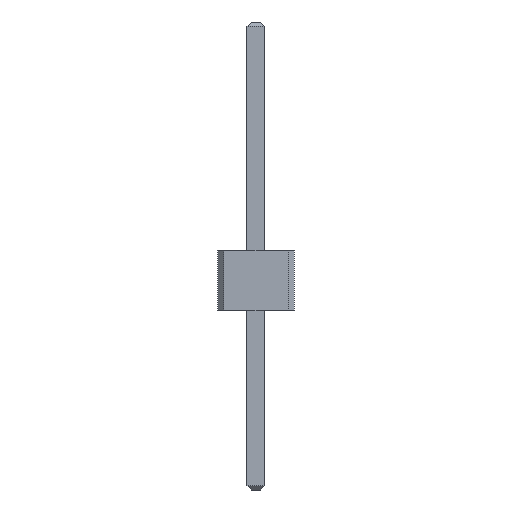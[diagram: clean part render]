
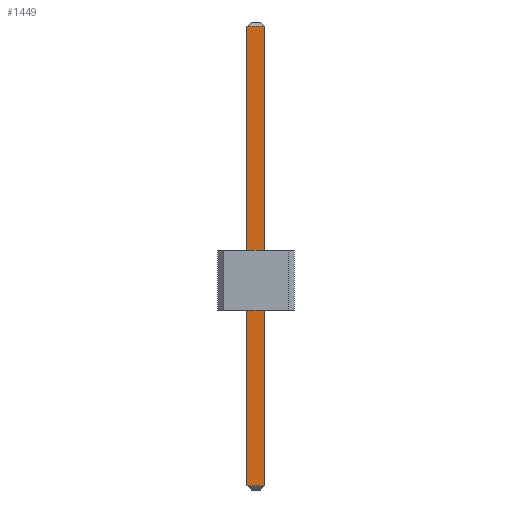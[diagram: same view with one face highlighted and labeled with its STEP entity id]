
A CAD part, front view. The second image highlights one B-rep face of the part: STEP entity #1449.
In plain terms, the highlighted planar face has unit normal (0, -1, 0).
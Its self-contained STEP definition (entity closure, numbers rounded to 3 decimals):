
#13=DIRECTION('',(0.,0.,1.));
#27=VECTOR('',#13,1.);
#67=DIRECTION('',(1.,0.,0.));
#668=VECTOR('',#67,1.);
#679=DIRECTION('',(0.,1.,0.));
#1426=EDGE_CURVE('',#1427,#1429,#1431,.T.);
#1427=VERTEX_POINT('',#1428);
#1428=CARTESIAN_POINT('',(-0.15,-10.15,-2.925));
#1429=VERTEX_POINT('',#1430);
#1430=CARTESIAN_POINT('',(-0.15,-10.15,4.725));
#1431=LINE('',#1432,#27);
#1432=CARTESIAN_POINT('',(-0.15,-10.15,-3.));
#1449=ADVANCED_FACE('',(#1450),#1467,.F.);
#1450=FACE_BOUND('',#1451,.F.);
#1451=EDGE_LOOP('',(#1452,#1460,#1463,#1464));
#1452=ORIENTED_EDGE('',*,*,#1453,.F.);
#1453=EDGE_CURVE('',#1454,#1456,#1458,.T.);
#1454=VERTEX_POINT('',#1455);
#1455=CARTESIAN_POINT('',(0.15,-10.15,-2.925));
#1456=VERTEX_POINT('',#1457);
#1457=CARTESIAN_POINT('',(0.15,-10.15,4.725));
#1458=LINE('',#1459,#27);
#1459=CARTESIAN_POINT('',(0.15,-10.15,-3.));
#1460=ORIENTED_EDGE('',*,*,#1461,.F.);
#1461=EDGE_CURVE('',#1427,#1454,#1462,.T.);
#1462=LINE('',#1428,#668);
#1463=ORIENTED_EDGE('',*,*,#1426,.T.);
#1464=ORIENTED_EDGE('',*,*,#1465,.T.);
#1465=EDGE_CURVE('',#1429,#1456,#1466,.T.);
#1466=LINE('',#1430,#668);
#1467=PLANE('',#1468);
#1468=AXIS2_PLACEMENT_3D('',#1432,#679,#13);
